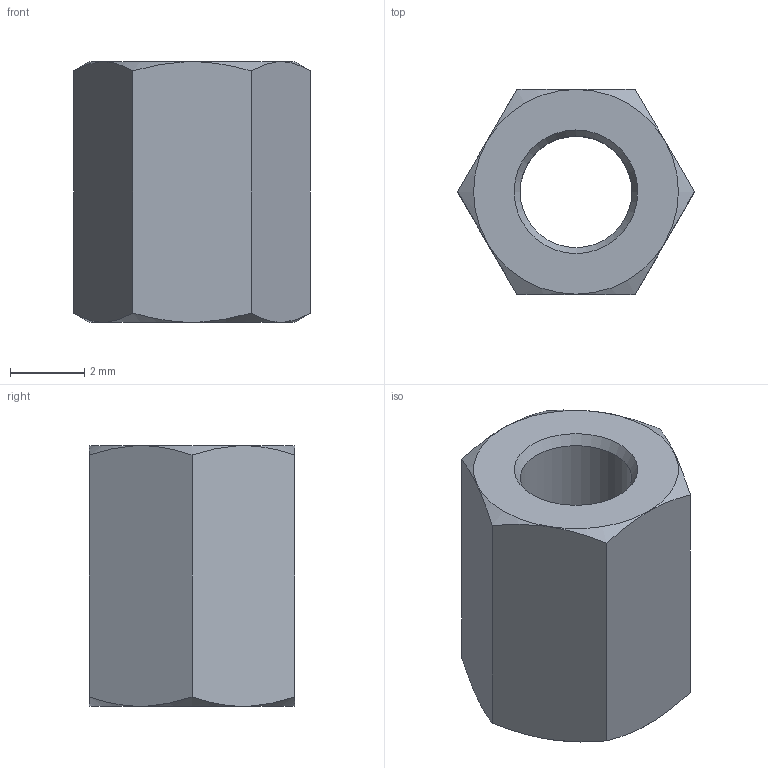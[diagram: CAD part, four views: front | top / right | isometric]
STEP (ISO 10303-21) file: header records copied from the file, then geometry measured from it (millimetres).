
FILE_DESCRIPTION(('FreeCAD Model'),'2;1');
FILE_NAME('hexagonal_spacer_FF_M3_H07_HEX5.5_pass_through.step','2020-03-02T20:29:02',('Author'),(''), 'Open CASCADE STEP processor 7.3','FreeCAD','Unknown');
FILE_SCHEMA(('AUTOMOTIVE_DESIGN { 1 0 10303 214 1 1 1 1 }'));
Length unit declared in the file: millimetre
Products named in the file (1): M3x5.5_FF_TORRETTA_PASSANTE
Bounding box: 6.36 x 5.51 x 7 mm (x, y, z)
Volume: 133.6 mm3; surface area: 233.4 mm2
Topology: 1 solids, 1 shells, 14 faces, 31 edges, 19 vertices
Faces by surface type: plane 8, cone 4, cylinder 2
Full cylindrical faces by diameter (mm): 3 x2
Entity records: 983 total; most frequent: CARTESIAN_POINT 259, DIRECTION 118, ORIENTED_EDGE 62, PCURVE 62, DEFINITIONAL_REPRESENTATION 62, LINE 46, VECTOR 46, AXIS2_PLACEMENT_3D 34
